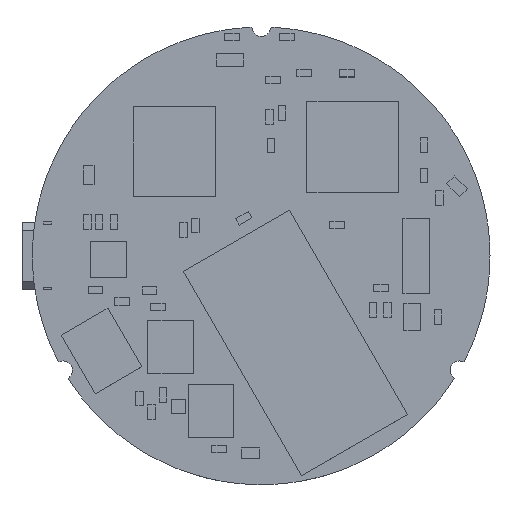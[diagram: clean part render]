
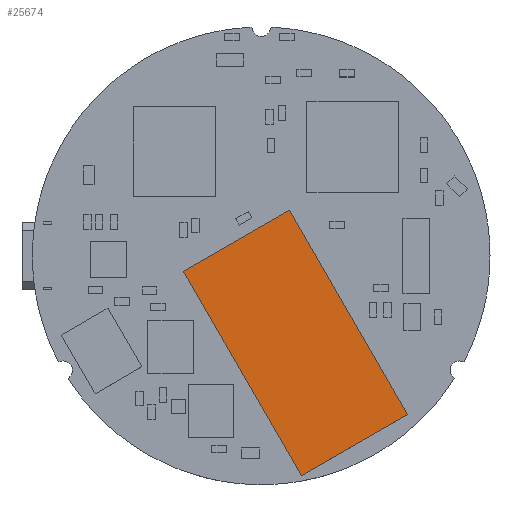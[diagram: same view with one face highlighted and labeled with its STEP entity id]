
A CAD part, top view. The second image highlights one B-rep face of the part: STEP entity #25674.
In plain terms, the highlighted planar face has unit normal (0, 0, 1).
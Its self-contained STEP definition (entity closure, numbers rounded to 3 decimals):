
#25360 = VERTEX_POINT('',#25361);
#25361 = CARTESIAN_POINT('',(-0.648,14.522,2.4));
#25368 = PLANE('',#25369);
#25369 = AXIS2_PLACEMENT_3D('',#25370,#25371,#25372);
#25370 = CARTESIAN_POINT('',(-0.648,14.522,0.));
#25371 = DIRECTION('',(0.866,0.5,0.));
#25372 = DIRECTION('',(0.5,-0.866,0.));
#25380 = PLANE('',#25381);
#25381 = AXIS2_PLACEMENT_3D('',#25382,#25383,#25384);
#25382 = CARTESIAN_POINT('',(-12.252,7.822,0.));
#25383 = DIRECTION('',(-0.5,0.866,0.));
#25384 = DIRECTION('',(0.866,0.5,0.));
#25392 = EDGE_CURVE('',#25360,#25393,#25395,.T.);
#25393 = VERTEX_POINT('',#25394);
#25394 = CARTESIAN_POINT('',(12.252,-7.822,2.4));
#25395 = SURFACE_CURVE('',#25396,(#25400,#25407),.PCURVE_S1.);
#25396 = LINE('',#25397,#25398);
#25397 = CARTESIAN_POINT('',(-0.648,14.522,2.4));
#25398 = VECTOR('',#25399,1.);
#25399 = DIRECTION('',(0.5,-0.866,0.));
#25400 = PCURVE('',#25368,#25401);
#25401 = DEFINITIONAL_REPRESENTATION('',(#25402),#25406);
#25402 = LINE('',#25403,#25404);
#25403 = CARTESIAN_POINT('',(0.,-2.4));
#25404 = VECTOR('',#25405,1.);
#25405 = DIRECTION('',(1.,0.));
#25406 = ( GEOMETRIC_REPRESENTATION_CONTEXT(2) 
PARAMETRIC_REPRESENTATION_CONTEXT() REPRESENTATION_CONTEXT('2D SPACE',''
  ) );
#25407 = PCURVE('',#25408,#25413);
#25408 = PLANE('',#25409);
#25409 = AXIS2_PLACEMENT_3D('',#25410,#25411,#25412);
#25410 = CARTESIAN_POINT('',(-0.648,14.522,2.4));
#25411 = DIRECTION('',(0.,0.,1.));
#25412 = DIRECTION('',(1.,0.,0.));
#25413 = DEFINITIONAL_REPRESENTATION('',(#25414),#25418);
#25414 = LINE('',#25415,#25416);
#25415 = CARTESIAN_POINT('',(0.,0.));
#25416 = VECTOR('',#25417,1.);
#25417 = DIRECTION('',(0.5,-0.866));
#25418 = ( GEOMETRIC_REPRESENTATION_CONTEXT(2) 
PARAMETRIC_REPRESENTATION_CONTEXT() REPRESENTATION_CONTEXT('2D SPACE',''
  ) );
#25436 = PLANE('',#25437);
#25437 = AXIS2_PLACEMENT_3D('',#25438,#25439,#25440);
#25438 = CARTESIAN_POINT('',(12.252,-7.822,0.));
#25439 = DIRECTION('',(0.5,-0.866,0.));
#25440 = DIRECTION('',(-0.866,-0.5,0.));
#25478 = EDGE_CURVE('',#25393,#25479,#25481,.T.);
#25479 = VERTEX_POINT('',#25480);
#25480 = CARTESIAN_POINT('',(0.648,-14.522,2.4));
#25481 = SURFACE_CURVE('',#25482,(#25486,#25493),.PCURVE_S1.);
#25482 = LINE('',#25483,#25484);
#25483 = CARTESIAN_POINT('',(12.252,-7.822,2.4));
#25484 = VECTOR('',#25485,1.);
#25485 = DIRECTION('',(-0.866,-0.5,0.));
#25486 = PCURVE('',#25436,#25487);
#25487 = DEFINITIONAL_REPRESENTATION('',(#25488),#25492);
#25488 = LINE('',#25489,#25490);
#25489 = CARTESIAN_POINT('',(0.,-2.4));
#25490 = VECTOR('',#25491,1.);
#25491 = DIRECTION('',(1.,0.));
#25492 = ( GEOMETRIC_REPRESENTATION_CONTEXT(2) 
PARAMETRIC_REPRESENTATION_CONTEXT() REPRESENTATION_CONTEXT('2D SPACE',''
  ) );
#25493 = PCURVE('',#25408,#25494);
#25494 = DEFINITIONAL_REPRESENTATION('',(#25495),#25499);
#25495 = LINE('',#25496,#25497);
#25496 = CARTESIAN_POINT('',(12.9,-22.343));
#25497 = VECTOR('',#25498,1.);
#25498 = DIRECTION('',(-0.866,-0.5));
#25499 = ( GEOMETRIC_REPRESENTATION_CONTEXT(2) 
PARAMETRIC_REPRESENTATION_CONTEXT() REPRESENTATION_CONTEXT('2D SPACE',''
  ) );
#25517 = PLANE('',#25518);
#25518 = AXIS2_PLACEMENT_3D('',#25519,#25520,#25521);
#25519 = CARTESIAN_POINT('',(0.648,-14.522,0.));
#25520 = DIRECTION('',(-0.866,-0.5,0.));
#25521 = DIRECTION('',(-0.5,0.866,0.));
#25554 = EDGE_CURVE('',#25479,#25555,#25557,.T.);
#25555 = VERTEX_POINT('',#25556);
#25556 = CARTESIAN_POINT('',(-12.252,7.822,2.4));
#25557 = SURFACE_CURVE('',#25558,(#25562,#25569),.PCURVE_S1.);
#25558 = LINE('',#25559,#25560);
#25559 = CARTESIAN_POINT('',(0.648,-14.522,2.4));
#25560 = VECTOR('',#25561,1.);
#25561 = DIRECTION('',(-0.5,0.866,0.));
#25562 = PCURVE('',#25517,#25563);
#25563 = DEFINITIONAL_REPRESENTATION('',(#25564),#25568);
#25564 = LINE('',#25565,#25566);
#25565 = CARTESIAN_POINT('',(0.,-2.4));
#25566 = VECTOR('',#25567,1.);
#25567 = DIRECTION('',(1.,0.));
#25568 = ( GEOMETRIC_REPRESENTATION_CONTEXT(2) 
PARAMETRIC_REPRESENTATION_CONTEXT() REPRESENTATION_CONTEXT('2D SPACE',''
  ) );
#25569 = PCURVE('',#25408,#25570);
#25570 = DEFINITIONAL_REPRESENTATION('',(#25571),#25575);
#25571 = LINE('',#25572,#25573);
#25572 = CARTESIAN_POINT('',(1.295,-29.043));
#25573 = VECTOR('',#25574,1.);
#25574 = DIRECTION('',(-0.5,0.866));
#25575 = ( GEOMETRIC_REPRESENTATION_CONTEXT(2) 
PARAMETRIC_REPRESENTATION_CONTEXT() REPRESENTATION_CONTEXT('2D SPACE',''
  ) );
#25625 = EDGE_CURVE('',#25555,#25360,#25626,.T.);
#25626 = SURFACE_CURVE('',#25627,(#25631,#25638),.PCURVE_S1.);
#25627 = LINE('',#25628,#25629);
#25628 = CARTESIAN_POINT('',(-12.252,7.822,2.4));
#25629 = VECTOR('',#25630,1.);
#25630 = DIRECTION('',(0.866,0.5,0.));
#25631 = PCURVE('',#25380,#25632);
#25632 = DEFINITIONAL_REPRESENTATION('',(#25633),#25637);
#25633 = LINE('',#25634,#25635);
#25634 = CARTESIAN_POINT('',(0.,-2.4));
#25635 = VECTOR('',#25636,1.);
#25636 = DIRECTION('',(1.,0.));
#25637 = ( GEOMETRIC_REPRESENTATION_CONTEXT(2) 
PARAMETRIC_REPRESENTATION_CONTEXT() REPRESENTATION_CONTEXT('2D SPACE',''
  ) );
#25638 = PCURVE('',#25408,#25639);
#25639 = DEFINITIONAL_REPRESENTATION('',(#25640),#25644);
#25640 = LINE('',#25641,#25642);
#25641 = CARTESIAN_POINT('',(-11.605,-6.7));
#25642 = VECTOR('',#25643,1.);
#25643 = DIRECTION('',(0.866,0.5));
#25644 = ( GEOMETRIC_REPRESENTATION_CONTEXT(2) 
PARAMETRIC_REPRESENTATION_CONTEXT() REPRESENTATION_CONTEXT('2D SPACE',''
  ) );
#25674 = ADVANCED_FACE('',(#25675),#25408,.T.);
#25675 = FACE_BOUND('',#25676,.F.);
#25676 = EDGE_LOOP('',(#25677,#25678,#25679,#25680));
#25677 = ORIENTED_EDGE('',*,*,#25392,.T.);
#25678 = ORIENTED_EDGE('',*,*,#25478,.T.);
#25679 = ORIENTED_EDGE('',*,*,#25554,.T.);
#25680 = ORIENTED_EDGE('',*,*,#25625,.T.);
